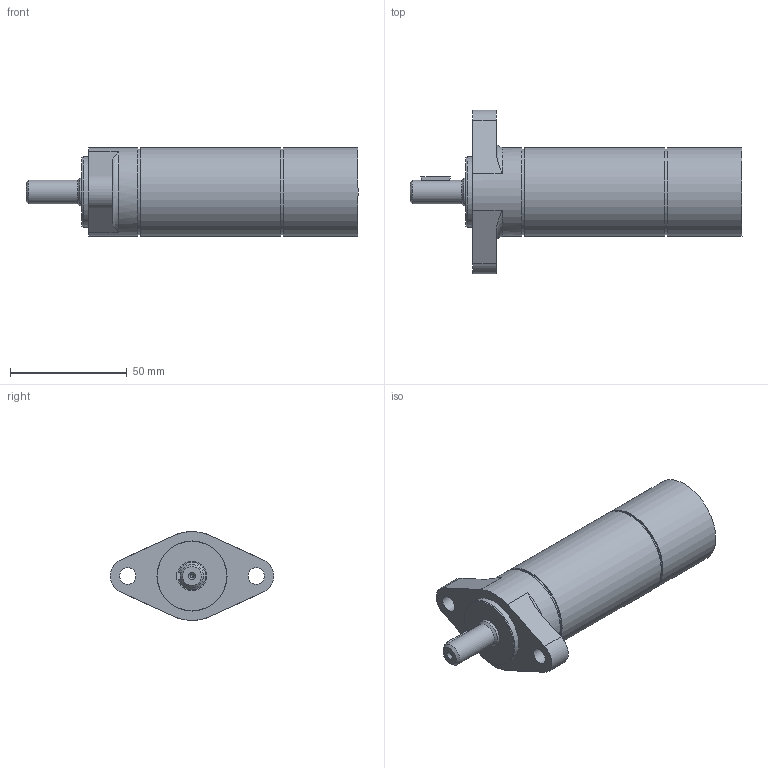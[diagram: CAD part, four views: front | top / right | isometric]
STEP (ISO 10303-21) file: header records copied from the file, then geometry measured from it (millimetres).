
FILE_DESCRIPTION((''),'2;1');
FILE_NAME('MUD 20-9000_29944615.stp','2010-09-14T14:22:25',('rmorof'),(''),'Autodesk Inventor 2008','Autodesk Inventor 2008','');
FILE_SCHEMA(('CONFIG_CONTROL_DESIGN'));
Length unit declared in the file: millimetre
Products named in the file (1): MUD 20-9000_29944615
Bounding box: 142.1 x 70 x 38 mm (x, y, z)
Volume: 137575.6 mm3; surface area: 20542.2 mm2
Topology: 1 solids, 2 shells, 55 faces, 124 edges, 80 vertices
Faces by surface type: plane 24, cylinder 15, bspline 10, cone 6
Full cylindrical faces by diameter (mm): 7 x2, 10 x1, 11.85 x1, 12.5 x1, 30 x1, 36.801 x2, 38 x3
Entity records: 1635 total; most frequent: CARTESIAN_POINT 458, DIRECTION 228, ORIENTED_EDGE 174, AXIS2_PLACEMENT_3D 101, EDGE_LOOP 94, EDGE_CURVE 87, VERTEX_POINT 69, CIRCLE 55
